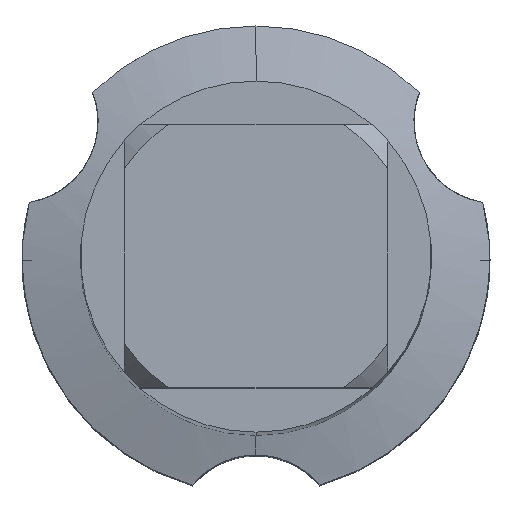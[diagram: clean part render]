
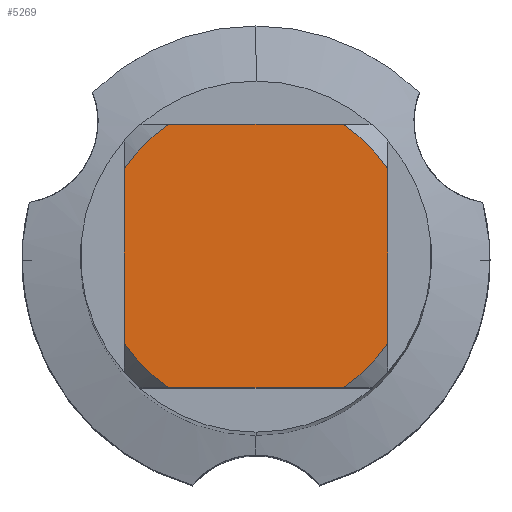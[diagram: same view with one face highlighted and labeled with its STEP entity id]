
A CAD part, top view. The second image highlights one B-rep face of the part: STEP entity #5269.
In plain terms, the highlighted planar face has unit normal (0, 0, 1).
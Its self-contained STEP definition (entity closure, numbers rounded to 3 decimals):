
#2609=VERTEX_POINT('',#6458);
#2713=EDGE_CURVE('',#2845,#3237,#6567,.T.);
#2845=VERTEX_POINT('',#6712);
#2871=VERTEX_POINT('',#6738);
#3137=EDGE_CURVE('',#4499,#3237,#7034,.T.);
#3193=EDGE_CURVE('',#4499,#2871,#7093,.T.);
#3221=EDGE_CURVE('',#2845,#5417,#7121,.T.);
#3237=VERTEX_POINT('',#7140);
#3433=EDGE_CURVE('',#3609,#5527,#7348,.T.);
#3609=VERTEX_POINT('',#7543);
#4499=VERTEX_POINT('',#8505);
#4737=EDGE_CURVE('',#3609,#5417,#8769,.T.);
#5269=ADVANCED_FACE('',(#9354),#9355,.T.);
#5417=VERTEX_POINT('',#9518);
#5527=VERTEX_POINT('',#9638);
#5621=EDGE_CURVE('',#2609,#2871,#9740,.T.);
#5633=EDGE_CURVE('',#2609,#5527,#9753,.T.);
#6458=CARTESIAN_POINT('',(-4.5,2.985,0.0));
#6567=CIRCLE('',#11401,5.4);
#6712=CARTESIAN_POINT('',(4.5,-2.985,0.0));
#6738=CARTESIAN_POINT('',(-4.5,-2.985,0.0));
#7034=LINE('',#12304,#12305);
#7093=CIRCLE('',#12396,5.4);
#7121=LINE('',#12435,#12436);
#7140=CARTESIAN_POINT('',(2.985,-4.5,0.0));
#7348=LINE('',#12912,#12913);
#7543=CARTESIAN_POINT('',(2.985,4.5,0.0));
#8505=CARTESIAN_POINT('',(-2.985,-4.5,0.0));
#8769=CIRCLE('',#15523,5.4);
#9354=FACE_OUTER_BOUND('',#16597,.T.);
#9355=PLANE('',#16598);
#9518=CARTESIAN_POINT('',(4.5,2.985,0.0));
#9638=CARTESIAN_POINT('',(-2.985,4.5,0.0));
#9740=LINE('',#17237,#17238);
#9753=CIRCLE('',#17290,5.4);
#11401=AXIS2_PLACEMENT_3D('',#18500,#18501,#18502);
#12304=CARTESIAN_POINT('',(0.0,-4.5,0.0));
#12305=VECTOR('',#18999,1.0);
#12396=AXIS2_PLACEMENT_3D('',#19060,#19061,#19062);
#12435=CARTESIAN_POINT('',(4.5,1.35,0.0));
#12436=VECTOR('',#19083,1.0);
#12912=CARTESIAN_POINT('',(0.0,4.5,0.0));
#12913=VECTOR('',#19283,1.0);
#15523=AXIS2_PLACEMENT_3D('',#20899,#20900,#20901);
#16597=EDGE_LOOP('',(#21557,#21558,#21559,#21560,#21561,#21562,#21563,#21564));
#16598=AXIS2_PLACEMENT_3D('',#21565,#21566,#21567);
#17237=CARTESIAN_POINT('',(-4.5,1.35,0.0));
#17238=VECTOR('',#21980,1.0);
#17290=AXIS2_PLACEMENT_3D('',#21991,#21992,#21993);
#18500=CARTESIAN_POINT('',(0.0,0.0,0.0));
#18501=DIRECTION('',(0.0,0.0,-1.0));
#18502=DIRECTION('',(0.0,1.0,0.0));
#18999=DIRECTION('',(1.0,0.0,0.0));
#19060=CARTESIAN_POINT('',(0.0,0.0,0.0));
#19061=DIRECTION('',(0.0,0.0,-1.0));
#19062=DIRECTION('',(0.0,1.0,0.0));
#19083=DIRECTION('',(-0.0,1.0,0.0));
#19283=DIRECTION('',(-1.0,0.0,0.0));
#20899=CARTESIAN_POINT('',(0.0,0.0,0.0));
#20900=DIRECTION('',(0.0,0.0,-1.0));
#20901=DIRECTION('',(0.0,1.0,0.0));
#21557=ORIENTED_EDGE('',*,*,#5621,.T.);
#21558=ORIENTED_EDGE('',*,*,#3193,.F.);
#21559=ORIENTED_EDGE('',*,*,#3137,.T.);
#21560=ORIENTED_EDGE('',*,*,#2713,.F.);
#21561=ORIENTED_EDGE('',*,*,#3221,.T.);
#21562=ORIENTED_EDGE('',*,*,#4737,.F.);
#21563=ORIENTED_EDGE('',*,*,#3433,.T.);
#21564=ORIENTED_EDGE('',*,*,#5633,.F.);
#21565=CARTESIAN_POINT('',(0.0,2.7,0.0));
#21566=DIRECTION('',(-0.0,0.0,1.0));
#21567=DIRECTION('',(0.0,-1.0,0.0));
#21980=DIRECTION('',(-0.0,-1.0,0.0));
#21991=CARTESIAN_POINT('',(0.0,0.0,0.0));
#21992=DIRECTION('',(0.0,0.0,-1.0));
#21993=DIRECTION('',(0.0,1.0,0.0));
